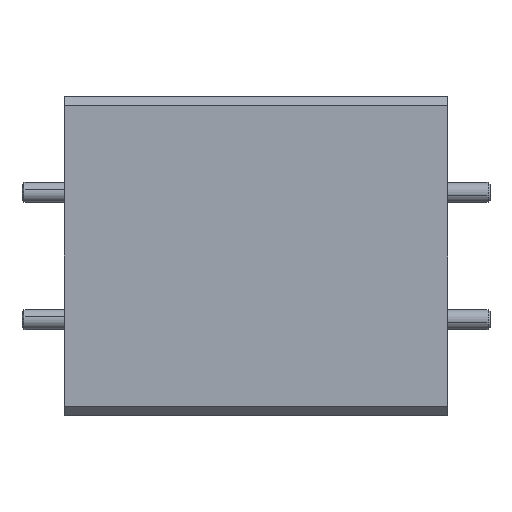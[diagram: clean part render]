
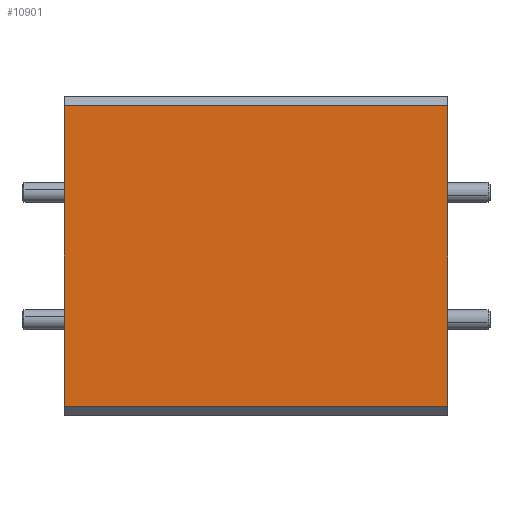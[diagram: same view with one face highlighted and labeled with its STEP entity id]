
A CAD part, left-side view. The second image highlights one B-rep face of the part: STEP entity #10901.
In plain terms, the highlighted planar face has unit normal (-1, 0, 0).
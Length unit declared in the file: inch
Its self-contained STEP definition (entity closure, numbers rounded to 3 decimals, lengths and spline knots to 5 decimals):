
#3 = EDGE_CURVE ( 'NONE', #9769, #2115, #3760, .T. ) ;
#372 = ORIENTED_EDGE ( 'NONE', *, *, #5336, .T. ) ;
#843 = EDGE_LOOP ( 'NONE', ( #7726, #10670, #372, #10599 ) ) ;
#1141 = CARTESIAN_POINT ( 'NONE',  ( 0., 0., 0. ) ) ;
#1756 = CARTESIAN_POINT ( 'NONE',  ( 0., -0.90437, 0.5 ) ) ;
#2115 = VERTEX_POINT ( 'NONE', #2346 ) ;
#2346 = CARTESIAN_POINT ( 'NONE',  ( 0., 0.29563, 0.47 ) ) ;
#2729 = CARTESIAN_POINT ( 'NONE',  ( 0., -0.90437, 0.47 ) ) ;
#3203 = VECTOR ( 'NONE', #6698, 39.37008 ) ;
#3576 = DIRECTION ( 'NONE',  ( 0., -1., 0. ) ) ;
#3760 = LINE ( 'NONE', #6574, #3203 ) ;
#5051 = VECTOR ( 'NONE', #10593, 39.37008 ) ;
#5336 = EDGE_CURVE ( 'NONE', #9784, #9769, #11436, .T. ) ;
#5987 = PLANE ( 'NONE',  #8681 ) ;
#6486 = LINE ( 'NONE', #10410, #7486 ) ;
#6490 = VERTEX_POINT ( 'NONE', #9194 ) ;
#6574 = CARTESIAN_POINT ( 'NONE',  ( 0., 0., 0.47 ) ) ;
#6698 = DIRECTION ( 'NONE',  ( 0., 1., 0. ) ) ;
#7486 = VECTOR ( 'NONE', #8472, 39.37008 ) ;
#7726 = ORIENTED_EDGE ( 'NONE', *, *, #11669, .F. ) ;
#8320 = LINE ( 'NONE', #9353, #10533 ) ;
#8472 = DIRECTION ( 'NONE',  ( 0., 0., 1. ) ) ;
#8681 = AXIS2_PLACEMENT_3D ( 'NONE', #1141, #9919, #9794 ) ;
#8811 = FACE_OUTER_BOUND ( 'NONE', #843, .T. ) ;
#9194 = CARTESIAN_POINT ( 'NONE',  ( 0., 0.29563, -0.47 ) ) ;
#9353 = CARTESIAN_POINT ( 'NONE',  ( 0., 0., -0.47 ) ) ;
#9769 = VERTEX_POINT ( 'NONE', #2729 ) ;
#9784 = VERTEX_POINT ( 'NONE', #10539 ) ;
#9794 = DIRECTION ( 'NONE',  ( 0., 0., -1. ) ) ;
#9919 = DIRECTION ( 'NONE',  ( 1., 0., 0. ) ) ;
#10410 = CARTESIAN_POINT ( 'NONE',  ( 0., 0.29563, -0.5 ) ) ;
#10533 = VECTOR ( 'NONE', #3576, 39.37008 ) ;
#10539 = CARTESIAN_POINT ( 'NONE',  ( 0., -0.90437, -0.47 ) ) ;
#10593 = DIRECTION ( 'NONE',  ( 0., 0., 1. ) ) ;
#10599 = ORIENTED_EDGE ( 'NONE', *, *, #3, .T. ) ;
#10670 = ORIENTED_EDGE ( 'NONE', *, *, #10685, .T. ) ;
#10685 = EDGE_CURVE ( 'NONE', #6490, #9784, #8320, .T. ) ;
#10901 = ADVANCED_FACE ( 'NONE', ( #8811 ), #5987, .F. ) ;
#11436 = LINE ( 'NONE', #1756, #5051 ) ;
#11669 = EDGE_CURVE ( 'NONE', #6490, #2115, #6486, .T. ) ;
